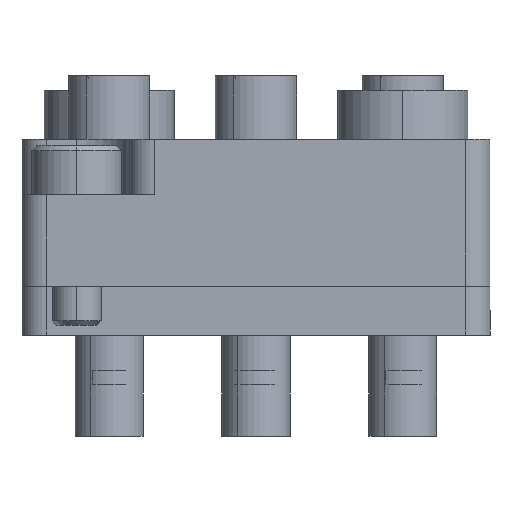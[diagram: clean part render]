
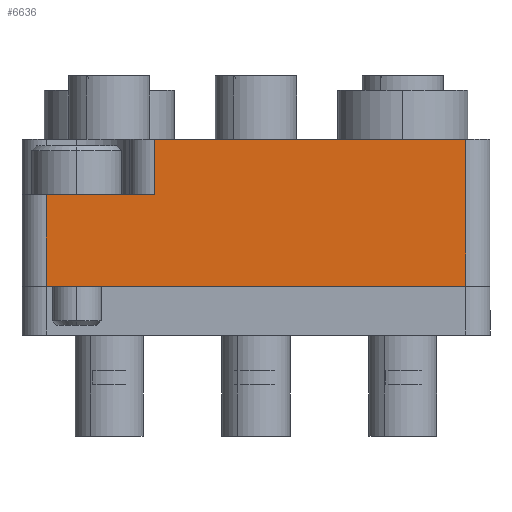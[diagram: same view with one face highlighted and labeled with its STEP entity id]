
A CAD part, front view. The second image highlights one B-rep face of the part: STEP entity #6636.
In plain terms, the highlighted face is planar.
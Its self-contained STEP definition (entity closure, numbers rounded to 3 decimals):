
#1767 = DIRECTION ( 'NONE',  ( 0., 1., 0. ) ) ;
#1952 = DIRECTION ( 'NONE',  ( 0., -1., 0. ) ) ;
#2035 = ORIENTED_EDGE ( 'NONE', *, *, #8229, .F. ) ;
#2061 = LINE ( 'NONE', #20074, #17784 ) ;
#2316 = EDGE_LOOP ( 'NONE', ( #11429, #19713, #12545, #13912, #2035, #4405 ) ) ;
#2710 = CARTESIAN_POINT ( 'NONE',  ( 30., 9., 6.25 ) ) ;
#2903 = EDGE_CURVE ( 'NONE', #19944, #5324, #9357, .T. ) ;
#3062 = EDGE_CURVE ( 'NONE', #9358, #5324, #4138, .T. ) ;
#3141 = DIRECTION ( 'NONE',  ( 0., 0., -1. ) ) ;
#3858 = LINE ( 'NONE', #10440, #20218 ) ;
#4138 = LINE ( 'NONE', #9215, #19728 ) ;
#4405 = ORIENTED_EDGE ( 'NONE', *, *, #6902, .T. ) ;
#5209 = DIRECTION ( 'NONE',  ( 1., 0., 0. ) ) ;
#5324 = VERTEX_POINT ( 'NONE', #10313 ) ;
#6354 = VERTEX_POINT ( 'NONE', #11723 ) ;
#6462 = VECTOR ( 'NONE', #3141, 1000. ) ;
#6636 = ADVANCED_FACE ( 'NONE', ( #13404 ), #9867, .T. ) ;
#6902 = EDGE_CURVE ( 'NONE', #16825, #16399, #11751, .T. ) ;
#7122 = EDGE_CURVE ( 'NONE', #16399, #9358, #2061, .T. ) ;
#7215 = CARTESIAN_POINT ( 'NONE',  ( 30., 0., -12.85 ) ) ;
#7297 = EDGE_CURVE ( 'NONE', #19944, #6354, #3858, .T. ) ;
#8229 = EDGE_CURVE ( 'NONE', #16825, #6354, #19435, .T. ) ;
#8855 = DIRECTION ( 'NONE',  ( 0., 0., -1. ) ) ;
#9215 = CARTESIAN_POINT ( 'NONE',  ( 30., 9., -12.85 ) ) ;
#9357 = LINE ( 'NONE', #18969, #17323 ) ;
#9358 = VERTEX_POINT ( 'NONE', #7215 ) ;
#9574 = DIRECTION ( 'NONE',  ( 0., 0., -1. ) ) ;
#9867 = PLANE ( 'NONE',  #18450 ) ;
#10313 = CARTESIAN_POINT ( 'NONE',  ( 30., 9., -12.85 ) ) ;
#10440 = CARTESIAN_POINT ( 'NONE',  ( 30., 5.6, 6.25 ) ) ;
#11429 = ORIENTED_EDGE ( 'NONE', *, *, #7122, .T. ) ;
#11723 = CARTESIAN_POINT ( 'NONE',  ( 30., 5.6, 6.25 ) ) ;
#11751 = LINE ( 'NONE', #19655, #14331 ) ;
#12545 = ORIENTED_EDGE ( 'NONE', *, *, #2903, .F. ) ;
#13404 = FACE_OUTER_BOUND ( 'NONE', #2316, .T. ) ;
#13912 = ORIENTED_EDGE ( 'NONE', *, *, #7297, .T. ) ;
#14331 = VECTOR ( 'NONE', #1952, 1000. ) ;
#15570 = DIRECTION ( 'NONE',  ( 0., 1., 0. ) ) ;
#15721 = DIRECTION ( 'NONE',  ( 0., -1., 0. ) ) ;
#16399 = VERTEX_POINT ( 'NONE', #20982 ) ;
#16825 = VERTEX_POINT ( 'NONE', #18260 ) ;
#17323 = VECTOR ( 'NONE', #9574, 1000. ) ;
#17784 = VECTOR ( 'NONE', #8855, 1000. ) ;
#18260 = CARTESIAN_POINT ( 'NONE',  ( 30., 5.6, 12.85 ) ) ;
#18419 = CARTESIAN_POINT ( 'NONE',  ( 30., 5.6, 7.75 ) ) ;
#18450 = AXIS2_PLACEMENT_3D ( 'NONE', #19894, #5209, #1767 ) ;
#18969 = CARTESIAN_POINT ( 'NONE',  ( 30., 9., 14.35 ) ) ;
#19435 = LINE ( 'NONE', #18419, #6462 ) ;
#19655 = CARTESIAN_POINT ( 'NONE',  ( 30., 0., 12.85 ) ) ;
#19713 = ORIENTED_EDGE ( 'NONE', *, *, #3062, .T. ) ;
#19728 = VECTOR ( 'NONE', #15570, 1000. ) ;
#19894 = CARTESIAN_POINT ( 'NONE',  ( 30., 9., 14.35 ) ) ;
#19944 = VERTEX_POINT ( 'NONE', #2710 ) ;
#20074 = CARTESIAN_POINT ( 'NONE',  ( 30., 0., 14.35 ) ) ;
#20218 = VECTOR ( 'NONE', #15721, 1000. ) ;
#20982 = CARTESIAN_POINT ( 'NONE',  ( 30., 0., 12.85 ) ) ;
